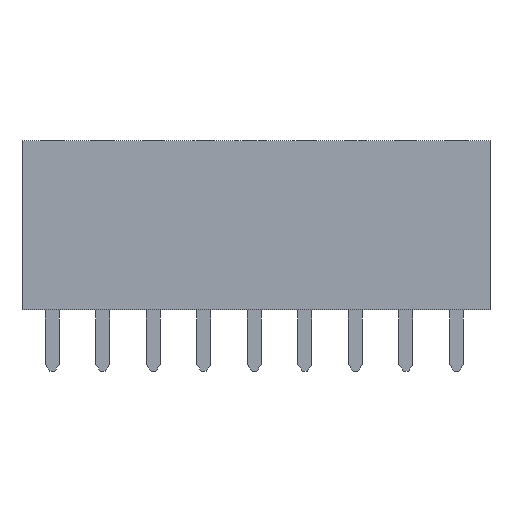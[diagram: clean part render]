
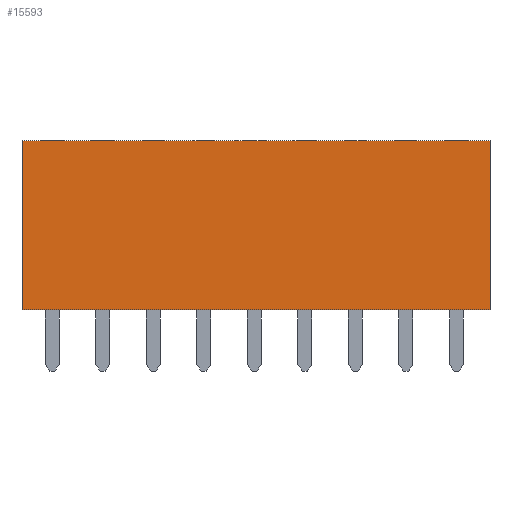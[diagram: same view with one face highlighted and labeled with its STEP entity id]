
A CAD part, front view. The second image highlights one B-rep face of the part: STEP entity #15593.
In plain terms, the highlighted planar face has unit normal (0, -1, 0).
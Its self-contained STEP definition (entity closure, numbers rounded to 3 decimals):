
#91 = LINE ( 'NONE', #14120, #16500 ) ;
#221 = CARTESIAN_POINT ( 'NONE',  ( -17.365, -1.25, -10.233 ) ) ;
#282 = ORIENTED_EDGE ( 'NONE', *, *, #3157, .T. ) ;
#631 = VERTEX_POINT ( 'NONE', #16377 ) ;
#1673 = DIRECTION ( 'NONE',  ( 0., 0., -1. ) ) ;
#2006 = LINE ( 'NONE', #12357, #13003 ) ;
#2344 = VECTOR ( 'NONE', #6200, 1000. ) ;
#2778 = AXIS2_PLACEMENT_3D ( 'NONE', #11261, #11186, #13791 ) ;
#3043 = LINE ( 'NONE', #221, #9736 ) ;
#3157 = EDGE_CURVE ( 'NONE', #6135, #10647, #3857, .T. ) ;
#3857 = LINE ( 'NONE', #8960, #2344 ) ;
#4140 = CARTESIAN_POINT ( 'NONE',  ( -40.89, -1.25, -4.25 ) ) ;
#5221 = CARTESIAN_POINT ( 'NONE',  ( -17.365, -1.25, 4.25 ) ) ;
#5570 = ORIENTED_EDGE ( 'NONE', *, *, #11485, .T. ) ;
#5966 = DIRECTION ( 'NONE',  ( -1., 0., 0. ) ) ;
#6135 = VERTEX_POINT ( 'NONE', #4140 ) ;
#6200 = DIRECTION ( 'NONE',  ( 1., 0., 0. ) ) ;
#6437 = EDGE_CURVE ( 'NONE', #11518, #631, #2006, .T. ) ;
#6676 = DIRECTION ( 'NONE',  ( 0., 0., 1. ) ) ;
#7168 = PLANE ( 'NONE',  #2778 ) ;
#8273 = EDGE_LOOP ( 'NONE', ( #13001, #9030, #5570, #282 ) ) ;
#8653 = FACE_OUTER_BOUND ( 'NONE', #8273, .T. ) ;
#8960 = CARTESIAN_POINT ( 'NONE',  ( -40.89, -1.25, -4.25 ) ) ;
#9030 = ORIENTED_EDGE ( 'NONE', *, *, #6437, .T. ) ;
#9736 = VECTOR ( 'NONE', #6676, 1000. ) ;
#10647 = VERTEX_POINT ( 'NONE', #11007 ) ;
#11007 = CARTESIAN_POINT ( 'NONE',  ( -17.365, -1.25, -4.25 ) ) ;
#11186 = DIRECTION ( 'NONE',  ( 0., -1., 0. ) ) ;
#11261 = CARTESIAN_POINT ( 'NONE',  ( 0., -1.25, 0. ) ) ;
#11485 = EDGE_CURVE ( 'NONE', #631, #6135, #91, .T. ) ;
#11518 = VERTEX_POINT ( 'NONE', #5221 ) ;
#12357 = CARTESIAN_POINT ( 'NONE',  ( 40.89, -1.25, 4.25 ) ) ;
#13001 = ORIENTED_EDGE ( 'NONE', *, *, #14799, .T. ) ;
#13003 = VECTOR ( 'NONE', #5966, 1000. ) ;
#13791 = DIRECTION ( 'NONE',  ( 0., 0., -1. ) ) ;
#14120 = CARTESIAN_POINT ( 'NONE',  ( -40.89, -1.25, 4.25 ) ) ;
#14799 = EDGE_CURVE ( 'NONE', #10647, #11518, #3043, .T. ) ;
#15593 = ADVANCED_FACE ( 'NONE', ( #8653 ), #7168, .T. ) ;
#16377 = CARTESIAN_POINT ( 'NONE',  ( -40.89, -1.25, 4.25 ) ) ;
#16500 = VECTOR ( 'NONE', #1673, 1000. ) ;
